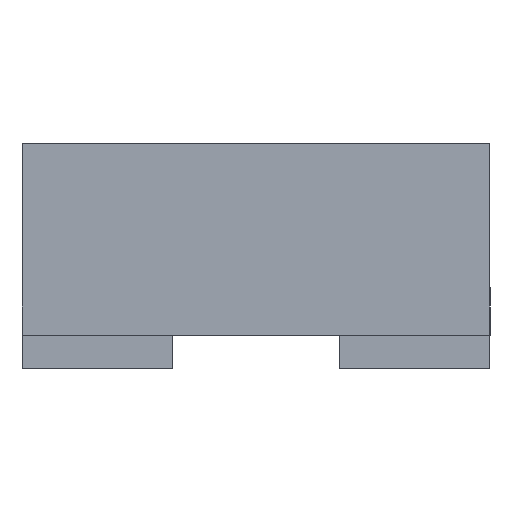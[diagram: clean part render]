
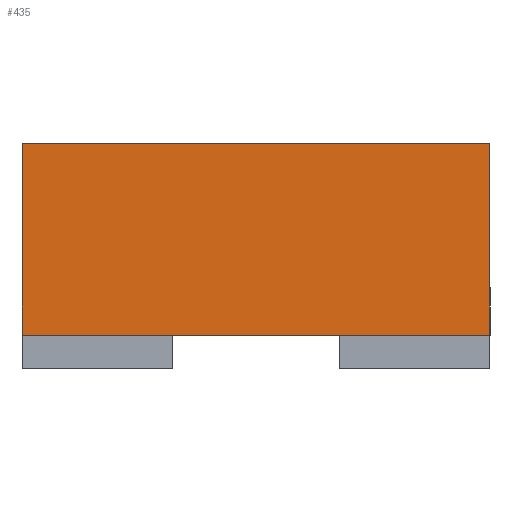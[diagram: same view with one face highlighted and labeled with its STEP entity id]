
A CAD part, left-side view. The second image highlights one B-rep face of the part: STEP entity #435.
In plain terms, the highlighted face is planar.
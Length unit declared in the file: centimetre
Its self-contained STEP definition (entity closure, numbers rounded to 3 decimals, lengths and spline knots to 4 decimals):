
#63=FACE_OUTER_BOUND('',#91,.T.);
#91=EDGE_LOOP('',(#356,#357,#358,#359));
#114=LINE('',#625,#158);
#139=LINE('',#684,#183);
#142=LINE('',#692,#186);
#143=LINE('',#693,#187);
#158=VECTOR('',#498,1.1464);
#183=VECTOR('',#551,2.8);
#186=VECTOR('',#560,2.8);
#187=VECTOR('',#561,1.1464);
#201=VERTEX_POINT('',#622);
#202=VERTEX_POINT('',#624);
#222=VERTEX_POINT('',#683);
#224=VERTEX_POINT('',#691);
#242=EDGE_CURVE('',#202,#201,#114,.T.);
#270=EDGE_CURVE('',#222,#202,#139,.T.);
#274=EDGE_CURVE('',#201,#224,#142,.T.);
#275=EDGE_CURVE('',#224,#222,#143,.T.);
#356=ORIENTED_EDGE('',*,*,#274,.T.);
#357=ORIENTED_EDGE('',*,*,#275,.T.);
#358=ORIENTED_EDGE('',*,*,#270,.T.);
#359=ORIENTED_EDGE('',*,*,#242,.T.);
#415=PLANE('',#465);
#435=ADVANCED_FACE('',(#63),#415,.T.);
#465=AXIS2_PLACEMENT_3D('',#690,#558,#559);
#498=DIRECTION('',(1.,0.,0.));
#551=DIRECTION('',(0.,-1.,0.));
#558=DIRECTION('center_axis',(0.,0.,1.));
#559=DIRECTION('ref_axis',(1.,0.,0.));
#560=DIRECTION('',(0.,1.,0.));
#561=DIRECTION('',(-1.,0.,0.));
#622=CARTESIAN_POINT('',(6.6,-9.1,3.9));
#624=CARTESIAN_POINT('',(5.4536,-9.1,3.9));
#625=CARTESIAN_POINT('',(5.02,-9.1,3.9));
#683=CARTESIAN_POINT('',(5.4536,-6.3,3.9));
#684=CARTESIAN_POINT('',(5.4536,-6.3,3.9));
#690=CARTESIAN_POINT('Origin',(4.7394,-7.7,3.9));
#691=CARTESIAN_POINT('',(6.6,-6.3,3.9));
#692=CARTESIAN_POINT('',(6.6,-9.1,3.9));
#693=CARTESIAN_POINT('',(6.6,-6.3,3.9));
